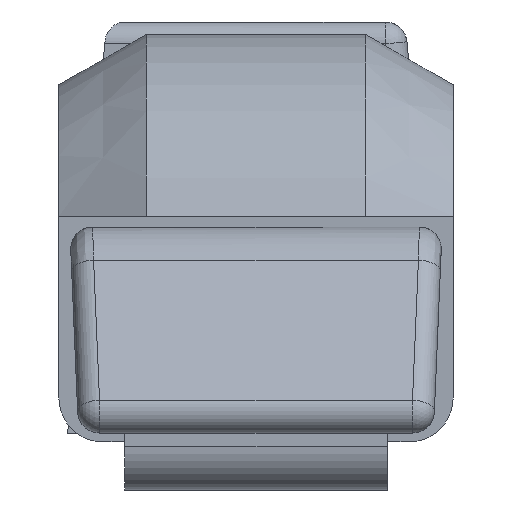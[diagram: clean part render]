
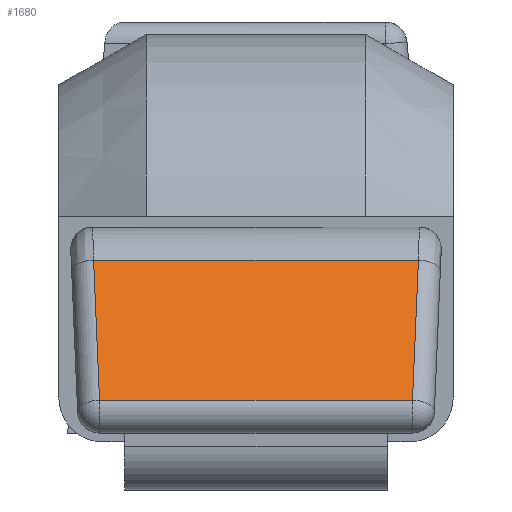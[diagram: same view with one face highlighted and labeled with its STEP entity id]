
A CAD part, left-side view. The second image highlights one B-rep face of the part: STEP entity #1680.
In plain terms, the highlighted planar face has unit normal (-0.867, 0, 0.498).
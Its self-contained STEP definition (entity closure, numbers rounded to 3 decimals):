
#59 = DIRECTION ( 'NONE',  ( -0.498, 0., -0.867 ) ) ;
#61 = DIRECTION ( 'NONE',  ( -0.498, -0.037, -0.867 ) ) ;
#98 = ORIENTED_EDGE ( 'NONE', *, *, #998, .T. ) ;
#151 = CARTESIAN_POINT ( 'NONE',  ( -163.325, 0., 52.472 ) ) ;
#346 = CARTESIAN_POINT ( 'NONE',  ( -181.697, 35.708, 20.491 ) ) ;
#412 = ORIENTED_EDGE ( 'NONE', *, *, #896, .T. ) ;
#521 = VECTOR ( 'NONE', #784, 1000. ) ;
#587 = VECTOR ( 'NONE', #61, 1000. ) ;
#633 = VERTEX_POINT ( 'NONE', #1956 ) ;
#710 = ORIENTED_EDGE ( 'NONE', *, *, #1550, .T. ) ;
#784 = DIRECTION ( 'NONE',  ( 0., 1., 0. ) ) ;
#790 = VERTEX_POINT ( 'NONE', #346 ) ;
#794 = AXIS2_PLACEMENT_3D ( 'NONE', #1468, #1976, #59 ) ;
#833 = LINE ( 'NONE', #2034, #1758 ) ;
#852 = PLANE ( 'NONE',  #794 ) ;
#869 = CARTESIAN_POINT ( 'NONE',  ( -163.325, 37.069, 52.472 ) ) ;
#896 = EDGE_CURVE ( 'NONE', #1971, #633, #1058, .T. ) ;
#898 = FACE_OUTER_BOUND ( 'NONE', #1119, .T. ) ;
#998 = EDGE_CURVE ( 'NONE', #790, #1971, #833, .T. ) ;
#1058 = LINE ( 'NONE', #1368, #1406 ) ;
#1095 = CARTESIAN_POINT ( 'NONE',  ( -146.168, 38.34, 82.337 ) ) ;
#1119 = EDGE_LOOP ( 'NONE', ( #1394, #98, #412, #710 ) ) ;
#1239 = EDGE_CURVE ( 'NONE', #1285, #790, #1389, .T. ) ;
#1285 = VERTEX_POINT ( 'NONE', #869 ) ;
#1368 = CARTESIAN_POINT ( 'NONE',  ( -146.168, -38.34, 82.337 ) ) ;
#1389 = LINE ( 'NONE', #1095, #587 ) ;
#1394 = ORIENTED_EDGE ( 'NONE', *, *, #1239, .T. ) ;
#1406 = VECTOR ( 'NONE', #1507, 1000. ) ;
#1468 = CARTESIAN_POINT ( 'NONE',  ( -145.463, 0., 83.564 ) ) ;
#1507 = DIRECTION ( 'NONE',  ( 0.498, -0.037, 0.867 ) ) ;
#1550 = EDGE_CURVE ( 'NONE', #633, #1285, #1563, .T. ) ;
#1563 = LINE ( 'NONE', #151, #521 ) ;
#1606 = DIRECTION ( 'NONE',  ( 0., -1., 0. ) ) ;
#1655 = CARTESIAN_POINT ( 'NONE',  ( -181.697, -35.708, 20.491 ) ) ;
#1680 = ADVANCED_FACE ( 'NONE', ( #898 ), #852, .F. ) ;
#1758 = VECTOR ( 'NONE', #1606, 1000. ) ;
#1956 = CARTESIAN_POINT ( 'NONE',  ( -163.325, -37.069, 52.472 ) ) ;
#1971 = VERTEX_POINT ( 'NONE', #1655 ) ;
#1976 = DIRECTION ( 'NONE',  ( 0.867, 0., -0.498 ) ) ;
#2034 = CARTESIAN_POINT ( 'NONE',  ( -181.697, 0., 20.491 ) ) ;
